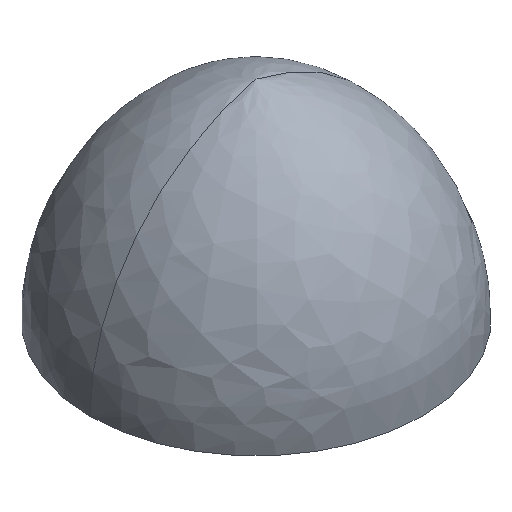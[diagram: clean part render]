
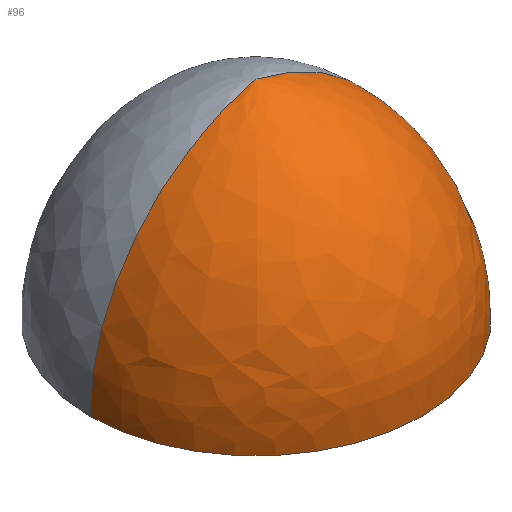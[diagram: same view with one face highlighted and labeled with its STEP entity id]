
A CAD part, isometric view. The second image highlights one B-rep face of the part: STEP entity #96.
In plain terms, the highlighted free-form (B-spline) face has degree [3, 3] with [7, 4] control points.
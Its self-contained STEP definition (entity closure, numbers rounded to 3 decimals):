
#13 = EDGE_CURVE ( 'NONE', #174, #317, #83, .T. ) ;
#15 = CARTESIAN_POINT ( 'NONE',  ( 9.78, -15.893, -0.551 ) ) ;
#43 = CARTESIAN_POINT ( 'NONE',  ( 9.949, -16.166, 9.638 ) ) ;
#46 = CARTESIAN_POINT ( 'NONE',  ( -9.78, -15.893, -0.551 ) ) ;
#51 = CARTESIAN_POINT ( 'NONE',  ( -15.9, 0., 0. ) ) ;
#74 = CARTESIAN_POINT ( 'NONE',  ( 9.911, 0.624, 17.702 ) ) ;
#79 = DIRECTION ( 'NONE',  ( 1., 0., 0. ) ) ;
#82 = CARTESIAN_POINT ( 'NONE',  ( -4.629, 0., 0. ) ) ;
#83 = CIRCLE ( 'NONE', #387, 20.529 ) ;
#89 = CARTESIAN_POINT ( 'NONE',  ( -9.911, 0.624, 17.702 ) ) ;
#93 = ORIENTED_EDGE ( 'NONE', *, *, #13, .F. ) ;
#96 = ADVANCED_FACE ( 'NONE', ( #336 ), #230, .T. ) ;
#107 = AXIS2_PLACEMENT_3D ( 'NONE', #302, #449, #413 ) ;
#115 = CARTESIAN_POINT ( 'NONE',  ( 0., -9.931, 17.702 ) ) ;
#121 = CARTESIAN_POINT ( 'NONE',  ( 0., 0., 20. ) ) ;
#149 = CARTESIAN_POINT ( 'NONE',  ( 15.861, 0.998, -0.551 ) ) ;
#155 = CARTESIAN_POINT ( 'NONE',  ( -10.295, -5.476, 17.702 ) ) ;
#157 = DIRECTION ( 'NONE',  ( 0., -1., 0. ) ) ;
#174 = VERTEX_POINT ( 'NONE', #51 ) ;
#182 = DIRECTION ( 'NONE',  ( -1., 0., 0. ) ) ;
#191 = EDGE_CURVE ( 'NONE', #241, #174, #424, .T. ) ;
#193 = CARTESIAN_POINT ( 'NONE',  ( 0., -15.893, -0.551 ) ) ;
#196 = CARTESIAN_POINT ( 'NONE',  ( 0., 0., 20. ) ) ;
#226 = CARTESIAN_POINT ( 'NONE',  ( 16.135, 1.015, 9.638 ) ) ;
#228 = EDGE_CURVE ( 'NONE', #241, #317, #239, .T. ) ;
#230 =( BOUNDED_SURFACE ( )  B_SPLINE_SURFACE ( 3, 3, ( 
 ( #408, #74, #226, #149 ),
 ( #299, #265, #349, #415 ),
 ( #375, #377, #43, #15 ),
 ( #310, #115, #347, #193 ),
 ( #304, #381, #278, #46 ),
 ( #121, #155, #276, #451 ),
 ( #196, #89, #457, #453 ) ),
 .UNSPECIFIED., .F., .F., .T. ) 
 B_SPLINE_SURFACE_WITH_KNOTS ( ( 4, 3, 4 ),
 ( 4, 4 ),
 ( 0., 1., 2. ),
 ( 0., 1. ),
 .UNSPECIFIED. ) 
 GEOMETRIC_REPRESENTATION_ITEM ( )  RATIONAL_B_SPLINE_SURFACE ( (
 ( 1.338, 1.137, 1.137, 1.338),
 ( 1.057, 0.898, 0.898, 1.057),
 ( 1.057, 0.898, 0.898, 1.057),
 ( 1.338, 1.137, 1.137, 1.338),
 ( 1.057, 0.898, 0.898, 1.057),
 ( 1.057, 0.898, 0.898, 1.057),
 ( 1.338, 1.137, 1.137, 1.338) ) ) 
 REPRESENTATION_ITEM ( '' )  SURFACE ( )  );
#232 = CARTESIAN_POINT ( 'NONE',  ( 15.9, 0., 0. ) ) ;
#239 = CIRCLE ( 'NONE', #301, 20.529 ) ;
#241 = VERTEX_POINT ( 'NONE', #232 ) ;
#250 = CARTESIAN_POINT ( 'NONE',  ( 0., 0., 20. ) ) ;
#265 = CARTESIAN_POINT ( 'NONE',  ( 10.295, -5.476, 17.702 ) ) ;
#276 = CARTESIAN_POINT ( 'NONE',  ( -16.759, -8.914, 9.638 ) ) ;
#278 = CARTESIAN_POINT ( 'NONE',  ( -9.949, -16.166, 9.638 ) ) ;
#299 = CARTESIAN_POINT ( 'NONE',  ( 0., 0., 20. ) ) ;
#301 = AXIS2_PLACEMENT_3D ( 'NONE', #82, #157, #79 ) ;
#302 = CARTESIAN_POINT ( 'NONE',  ( 0., 0., 0. ) ) ;
#304 = CARTESIAN_POINT ( 'NONE',  ( 0., 0., 20. ) ) ;
#310 = CARTESIAN_POINT ( 'NONE',  ( 0., 0., 20. ) ) ;
#317 = VERTEX_POINT ( 'NONE', #250 ) ;
#336 = FACE_OUTER_BOUND ( 'NONE', #390, .T. ) ;
#347 = CARTESIAN_POINT ( 'NONE',  ( 0., -16.166, 9.638 ) ) ;
#349 = CARTESIAN_POINT ( 'NONE',  ( 16.759, -8.914, 9.638 ) ) ;
#368 = CARTESIAN_POINT ( 'NONE',  ( 4.629, 0., 0. ) ) ;
#375 = CARTESIAN_POINT ( 'NONE',  ( 0., 0., 20. ) ) ;
#377 = CARTESIAN_POINT ( 'NONE',  ( 6.111, -9.931, 17.702 ) ) ;
#381 = CARTESIAN_POINT ( 'NONE',  ( -6.111, -9.931, 17.702 ) ) ;
#385 = ORIENTED_EDGE ( 'NONE', *, *, #228, .T. ) ;
#387 = AXIS2_PLACEMENT_3D ( 'NONE', #368, #472, #182 ) ;
#390 = EDGE_LOOP ( 'NONE', ( #93, #454, #385 ) ) ;
#408 = CARTESIAN_POINT ( 'NONE',  ( 0., 0., 20. ) ) ;
#413 = DIRECTION ( 'NONE',  ( 1., 0., 0. ) ) ;
#415 = CARTESIAN_POINT ( 'NONE',  ( 16.475, -8.763, -0.551 ) ) ;
#424 = CIRCLE ( 'NONE', #107, 15.9 ) ;
#449 = DIRECTION ( 'NONE',  ( 0., 0., -1. ) ) ;
#451 = CARTESIAN_POINT ( 'NONE',  ( -16.475, -8.763, -0.551 ) ) ;
#453 = CARTESIAN_POINT ( 'NONE',  ( -15.861, 0.998, -0.551 ) ) ;
#454 = ORIENTED_EDGE ( 'NONE', *, *, #191, .F. ) ;
#457 = CARTESIAN_POINT ( 'NONE',  ( -16.135, 1.015, 9.638 ) ) ;
#472 = DIRECTION ( 'NONE',  ( 0., 1., 0. ) ) ;
